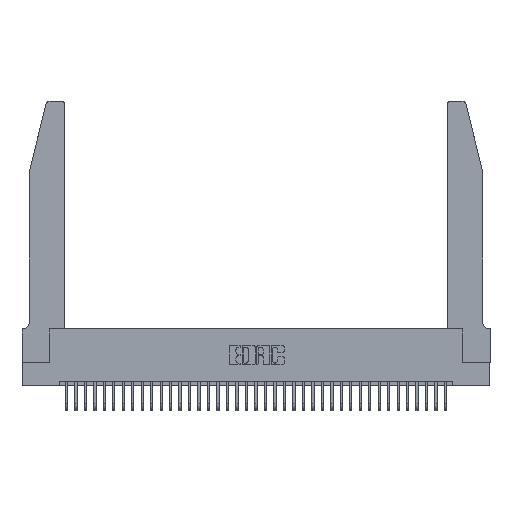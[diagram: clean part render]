
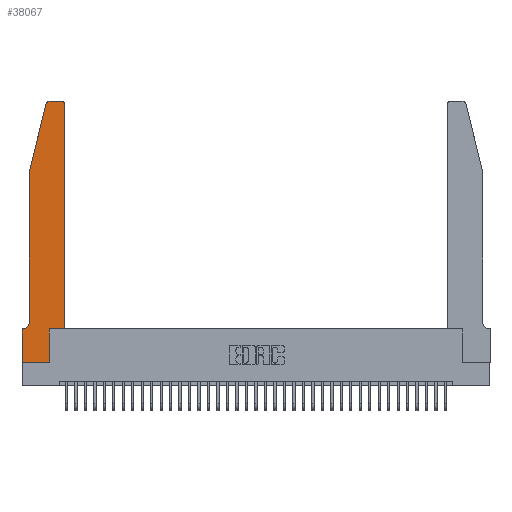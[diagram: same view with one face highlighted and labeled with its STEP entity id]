
A CAD part, top view. The second image highlights one B-rep face of the part: STEP entity #38067.
In plain terms, the highlighted planar face has unit normal (0, 0, 1).
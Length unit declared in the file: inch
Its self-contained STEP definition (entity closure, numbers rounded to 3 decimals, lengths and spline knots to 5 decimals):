
#515 = CARTESIAN_POINT ( 'NONE',  ( 0.284, 2.72, 0.37 ) ) ;
#592 = CARTESIAN_POINT ( 'NONE',  ( 0.4205, 2.75, 0.37 ) ) ;
#783 = DIRECTION ( 'NONE',  ( 0., 0., 1. ) ) ;
#885 = CARTESIAN_POINT ( 'NONE',  ( 0.4505, 0.35, 0.37 ) ) ;
#1549 = LINE ( 'NONE', #16887, #5331 ) ;
#2046 = CARTESIAN_POINT ( 'NONE',  ( 0.2605, 2.75, 0.37 ) ) ;
#2327 = EDGE_CURVE ( 'NONE', #21518, #28616, #14802, .T. ) ;
#3066 = VECTOR ( 'NONE', #36125, 39.37008 ) ;
#3197 = ORIENTED_EDGE ( 'NONE', *, *, #6450, .T. ) ;
#3795 = LINE ( 'NONE', #34518, #15487 ) ;
#4114 = AXIS2_PLACEMENT_3D ( 'NONE', #24629, #6071, #18612 ) ;
#4389 = ORIENTED_EDGE ( 'NONE', *, *, #27464, .T. ) ;
#4426 = CARTESIAN_POINT ( 'NONE',  ( 0.0055, 0.42, 0.37 ) ) ;
#4750 = VERTEX_POINT ( 'NONE', #21235 ) ;
#4862 = ORIENTED_EDGE ( 'NONE', *, *, #11142, .T. ) ;
#4950 = VECTOR ( 'NONE', #21821, 39.37008 ) ;
#4995 = LINE ( 'NONE', #32130, #21826 ) ;
#5331 = VECTOR ( 'NONE', #36851, 39.37008 ) ;
#5501 = CARTESIAN_POINT ( 'NONE',  ( 0.284, 2.75, 0.37 ) ) ;
#6071 = DIRECTION ( 'NONE',  ( 0., 0., 1. ) ) ;
#6450 = EDGE_CURVE ( 'NONE', #9091, #4750, #7510, .T. ) ;
#6454 = ORIENTED_EDGE ( 'NONE', *, *, #17432, .T. ) ;
#7433 = DIRECTION ( 'NONE',  ( 0., 0., -1. ) ) ;
#7510 = LINE ( 'NONE', #25429, #19222 ) ;
#8472 = CARTESIAN_POINT ( 'NONE',  ( 0.0755, 2., 0.37 ) ) ;
#8528 = VERTEX_POINT ( 'NONE', #37801 ) ;
#8704 = LINE ( 'NONE', #21028, #3066 ) ;
#9091 = VERTEX_POINT ( 'NONE', #37925 ) ;
#9505 = EDGE_LOOP ( 'NONE', ( #30734, #4862, #20736, #13974, #6454, #3197, #29380, #37772, #20999, #18661, #4389, #10098 ) ) ;
#9592 = DIRECTION ( 'NONE',  ( 1., 0., 0. ) ) ;
#10004 = VERTEX_POINT ( 'NONE', #29957 ) ;
#10098 = ORIENTED_EDGE ( 'NONE', *, *, #2327, .T. ) ;
#10862 = AXIS2_PLACEMENT_3D ( 'NONE', #4426, #7433, #28354 ) ;
#11046 = VECTOR ( 'NONE', #14472, 39.37008 ) ;
#11142 = EDGE_CURVE ( 'NONE', #13490, #18969, #19804, .T. ) ;
#11250 = EDGE_CURVE ( 'NONE', #4750, #16653, #1549, .T. ) ;
#11465 = AXIS2_PLACEMENT_3D ( 'NONE', #32796, #35498, #14378 ) ;
#12902 = CARTESIAN_POINT ( 'NONE',  ( 0.0755, 0.42, 0.37 ) ) ;
#13339 = EDGE_CURVE ( 'NONE', #18969, #23786, #3795, .T. ) ;
#13490 = VERTEX_POINT ( 'NONE', #5501 ) ;
#13974 = ORIENTED_EDGE ( 'NONE', *, *, #32350, .T. ) ;
#14348 = DIRECTION ( 'NONE',  ( 0., 1., 0. ) ) ;
#14378 = DIRECTION ( 'NONE',  ( 1., 0., 0. ) ) ;
#14472 = DIRECTION ( 'NONE',  ( 0., -1., 0. ) ) ;
#14802 = CIRCLE ( 'NONE', #4114, 0.03 ) ;
#14818 = EDGE_CURVE ( 'NONE', #16653, #8528, #30982, .T. ) ;
#15487 = VECTOR ( 'NONE', #37480, 39.37008 ) ;
#16653 = VERTEX_POINT ( 'NONE', #36728 ) ;
#16834 = DIRECTION ( 'NONE',  ( -1., 0., 0. ) ) ;
#16887 = CARTESIAN_POINT ( 'NONE',  ( 0., 0., 0.37 ) ) ;
#17102 = VECTOR ( 'NONE', #16834, 39.37008 ) ;
#17241 = CARTESIAN_POINT ( 'NONE',  ( 0.2865, 0.35, 0.37 ) ) ;
#17432 = EDGE_CURVE ( 'NONE', #23681, #9091, #31298, .T. ) ;
#17745 = AXIS2_PLACEMENT_3D ( 'NONE', #515, #783, #9592 ) ;
#18520 = LINE ( 'NONE', #8472, #11046 ) ;
#18612 = DIRECTION ( 'NONE',  ( 1., 0., 0. ) ) ;
#18661 = ORIENTED_EDGE ( 'NONE', *, *, #24783, .T. ) ;
#18969 = VERTEX_POINT ( 'NONE', #27453 ) ;
#19222 = VECTOR ( 'NONE', #22546, 39.37008 ) ;
#19434 = EDGE_CURVE ( 'NONE', #8528, #30497, #4995, .T. ) ;
#19804 = CIRCLE ( 'NONE', #17745, 0.03 ) ;
#20477 = CARTESIAN_POINT ( 'NONE',  ( 0.0755, 2., 0.37 ) ) ;
#20736 = ORIENTED_EDGE ( 'NONE', *, *, #13339, .T. ) ;
#20940 = CARTESIAN_POINT ( 'NONE',  ( 0.4505, 2.72, 0.37 ) ) ;
#20999 = ORIENTED_EDGE ( 'NONE', *, *, #19434, .T. ) ;
#21028 = CARTESIAN_POINT ( 'NONE',  ( 0.4505, 0.35, 0.37 ) ) ;
#21235 = CARTESIAN_POINT ( 'NONE',  ( 0., 0.35, 0.37 ) ) ;
#21518 = VERTEX_POINT ( 'NONE', #20940 ) ;
#21821 = DIRECTION ( 'NONE',  ( 1., 0., 0. ) ) ;
#21826 = VECTOR ( 'NONE', #14348, 39.37008 ) ;
#22546 = DIRECTION ( 'NONE',  ( -1., 0., 0. ) ) ;
#23047 = DIRECTION ( 'NONE',  ( 1., 0., 0. ) ) ;
#23681 = VERTEX_POINT ( 'NONE', #12902 ) ;
#23786 = VERTEX_POINT ( 'NONE', #20477 ) ;
#24607 = LINE ( 'NONE', #885, #4950 ) ;
#24629 = CARTESIAN_POINT ( 'NONE',  ( 0.4205, 2.72, 0.37 ) ) ;
#24783 = EDGE_CURVE ( 'NONE', #30497, #10004, #24607, .T. ) ;
#25069 = EDGE_CURVE ( 'NONE', #28616, #13490, #33487, .T. ) ;
#25429 = CARTESIAN_POINT ( 'NONE',  ( 0.0755, 0.35, 0.37 ) ) ;
#25919 = CARTESIAN_POINT ( 'NONE',  ( 0., 0., 0.37 ) ) ;
#26537 = PLANE ( 'NONE',  #11465 ) ;
#27453 = CARTESIAN_POINT ( 'NONE',  ( 0.25487, 2.72718, 0.37 ) ) ;
#27464 = EDGE_CURVE ( 'NONE', #10004, #21518, #8704, .T. ) ;
#28122 = FACE_OUTER_BOUND ( 'NONE', #9505, .T. ) ;
#28354 = DIRECTION ( 'NONE',  ( -1., 0., 0. ) ) ;
#28616 = VERTEX_POINT ( 'NONE', #592 ) ;
#29380 = ORIENTED_EDGE ( 'NONE', *, *, #11250, .T. ) ;
#29957 = CARTESIAN_POINT ( 'NONE',  ( 0.4505, 0.35, 0.37 ) ) ;
#30497 = VERTEX_POINT ( 'NONE', #17241 ) ;
#30528 = VECTOR ( 'NONE', #23047, 39.37008 ) ;
#30734 = ORIENTED_EDGE ( 'NONE', *, *, #25069, .T. ) ;
#30982 = LINE ( 'NONE', #25919, #30528 ) ;
#31298 = CIRCLE ( 'NONE', #10862, 0.07 ) ;
#32130 = CARTESIAN_POINT ( 'NONE',  ( 0.2865, 0.35, 0.37 ) ) ;
#32350 = EDGE_CURVE ( 'NONE', #23786, #23681, #18520, .T. ) ;
#32796 = CARTESIAN_POINT ( 'NONE',  ( 0., 0.35, 0.37 ) ) ;
#33487 = LINE ( 'NONE', #2046, #17102 ) ;
#34518 = CARTESIAN_POINT ( 'NONE',  ( 0.0755, 2., 0.37 ) ) ;
#35498 = DIRECTION ( 'NONE',  ( 0., 0., 1. ) ) ;
#36125 = DIRECTION ( 'NONE',  ( 0., 1., 0. ) ) ;
#36728 = CARTESIAN_POINT ( 'NONE',  ( 0., 0., 0.37 ) ) ;
#36851 = DIRECTION ( 'NONE',  ( 0., -1., 0. ) ) ;
#37480 = DIRECTION ( 'NONE',  ( -0.239, -0.971, 0. ) ) ;
#37772 = ORIENTED_EDGE ( 'NONE', *, *, #14818, .T. ) ;
#37801 = CARTESIAN_POINT ( 'NONE',  ( 0.2865, 0., 0.37 ) ) ;
#37925 = CARTESIAN_POINT ( 'NONE',  ( 0.0055, 0.35, 0.37 ) ) ;
#38067 = ADVANCED_FACE ( 'NONE', ( #28122 ), #26537, .T. ) ;
